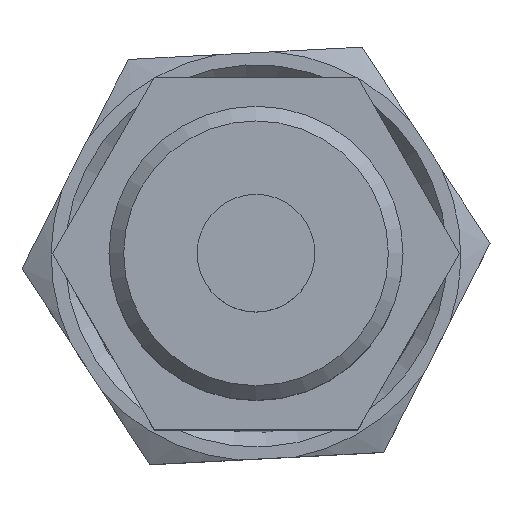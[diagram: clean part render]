
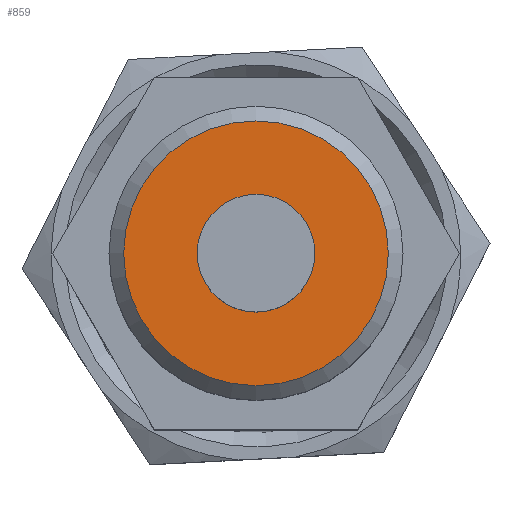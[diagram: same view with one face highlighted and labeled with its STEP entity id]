
A CAD part, top view. The second image highlights one B-rep face of the part: STEP entity #859.
In plain terms, the highlighted planar face has unit normal (0, 0, 1).
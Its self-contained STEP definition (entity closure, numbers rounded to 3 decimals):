
#173=FACE_BOUND($,#278,.T.);
#206=FACE_OUTER_BOUND($,#277,.T.);
#277=EDGE_LOOP($,(#612));
#278=EDGE_LOOP($,(#613));
#337=CIRCLE($,#915,2.);
#358=CIRCLE($,#947,4.5);
#382=VERTEX_POINT($,#1298);
#402=VERTEX_POINT($,#1350);
#462=EDGE_CURVE($,#382,#382,#337,.T.);
#483=EDGE_CURVE($,#402,#402,#358,.T.);
#612=ORIENTED_EDGE($,*,*,#483,.F.);
#613=ORIENTED_EDGE($,*,*,#462,.T.);
#817=PLANE($,#951);
#859=ADVANCED_FACE($,(#206,#173),#817,.F.);
#915=AXIS2_PLACEMENT_3D($,#1299,#1031,#1032);
#947=AXIS2_PLACEMENT_3D($,#1351,#1095,#1096);
#951=AXIS2_PLACEMENT_3D($,#1357,#1103,#1104);
#1031=DIRECTION('center_axis',(0.,0.,-1.));
#1032=DIRECTION('ref_axis',(-1.,0.,0.));
#1095=DIRECTION('center_axis',(0.,0.,-1.));
#1096=DIRECTION('ref_axis',(-1.,0.,0.));
#1103=DIRECTION('center_axis',(0.,0.,-1.));
#1104=DIRECTION('ref_axis',(-1.,0.,0.));
#1298=CARTESIAN_POINT('',(2.,0.,91.));
#1299=CARTESIAN_POINT('Origin',(0.,0.,91.));
#1350=CARTESIAN_POINT('',(4.5,0.,91.));
#1351=CARTESIAN_POINT('Origin',(0.,0.,91.));
#1357=CARTESIAN_POINT('Origin',(0.,0.,91.));
